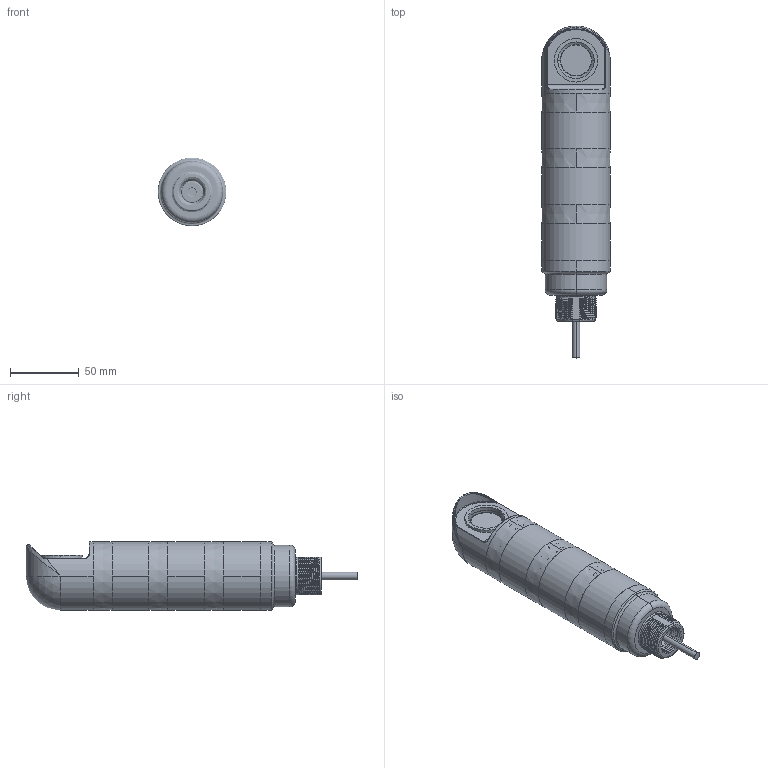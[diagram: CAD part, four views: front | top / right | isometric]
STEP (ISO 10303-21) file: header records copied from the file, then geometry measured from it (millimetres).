
FILE_DESCRIPTION((''),'2;1');
FILE_NAME('154243_SW','2012-06-19T',('banengservice'),('BANNER ENGINEERING'),'PRO/ENGINEER BY PARAMETRIC TECHNOLOGY CORPORATION, 2009141','PRO/ENGINEER BY PARAMETRIC TECHNOLOGY CORPORATION, 2009141','');
FILE_SCHEMA(('CONFIG_CONTROL_DESIGN'));
Products named in the file (1): 154243_SW
Bounding box: 50 x 242.3 x 50 mm (x, y, z)
Volume: 71273 mm3; surface area: 108206.5 mm2
Topology: 6 solids, 9 shells, 1569 faces, 4260 edges, 2770 vertices
Faces by surface type: plane 674, bspline 367, cylinder 338, cone 122, torus 64, sphere 4
Entity records: 115242 total; most frequent: CARTESIAN_POINT 78509, ORIENTED_EDGE 8516, DIRECTION 6360, EDGE_CURVE 4258, VERTEX_POINT 2770, AXIS2_PLACEMENT_3D 2251, VECTOR 1858, LINE 1858
